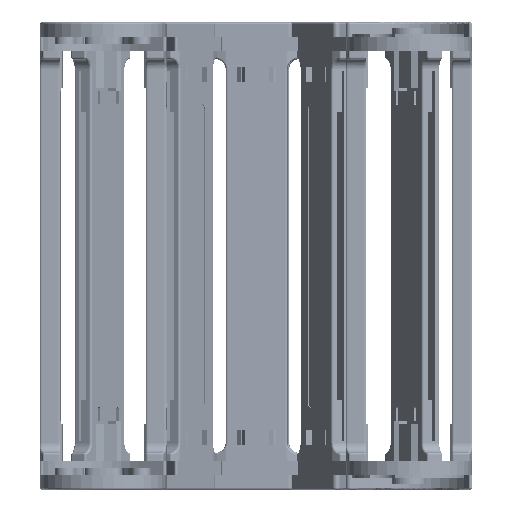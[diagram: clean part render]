
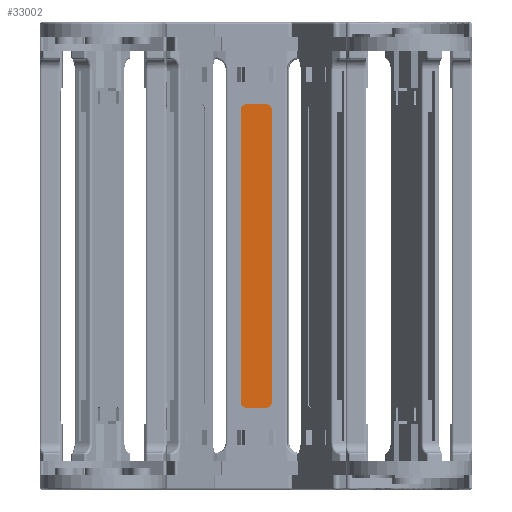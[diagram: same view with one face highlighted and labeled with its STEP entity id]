
A CAD part, left-side view. The second image highlights one B-rep face of the part: STEP entity #33002.
In plain terms, the highlighted face is planar.
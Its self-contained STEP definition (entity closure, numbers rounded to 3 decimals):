
#702 = VERTEX_POINT ( 'NONE', #34021 ) ;
#827 = ORIENTED_EDGE ( 'NONE', *, *, #6365, .F. ) ;
#855 = CARTESIAN_POINT ( 'NONE',  ( -64.14, 30.497, -2.151 ) ) ;
#1226 = CARTESIAN_POINT ( 'NONE',  ( -66.655, 30.497, -2.151 ) ) ;
#4306 = VERTEX_POINT ( 'NONE', #10815 ) ;
#4361 = VECTOR ( 'NONE', #26234, 1000. ) ;
#5427 = DIRECTION ( 'NONE',  ( 0., 0., -1. ) ) ;
#5522 = DIRECTION ( 'NONE',  ( 0., 0., 1. ) ) ;
#6365 = EDGE_CURVE ( 'NONE', #8332, #26304, #34101, .T. ) ;
#6812 = DIRECTION ( 'NONE',  ( 0., -1., 0. ) ) ;
#7355 = CIRCLE ( 'NONE', #18024, 2.515 ) ;
#7407 = PLANE ( 'NONE',  #22109 ) ;
#7867 = VECTOR ( 'NONE', #13000, 1000. ) ;
#8332 = VERTEX_POINT ( 'NONE', #19635 ) ;
#8693 = CIRCLE ( 'NONE', #21442, 2.515 ) ;
#8935 = VECTOR ( 'NONE', #18846, 1000. ) ;
#9562 = LINE ( 'NONE', #26350, #7867 ) ;
#9702 = DIRECTION ( 'NONE',  ( 0., 0., 1. ) ) ;
#9870 = EDGE_CURVE ( 'NONE', #32260, #15556, #28734, .T. ) ;
#10118 = DIRECTION ( 'NONE',  ( 0., 0., 1. ) ) ;
#10274 = CARTESIAN_POINT ( 'NONE',  ( -66.655, 30.497, -148.324 ) ) ;
#10815 = CARTESIAN_POINT ( 'NONE',  ( -76.715, 30.497, -148.324 ) ) ;
#11626 = ORIENTED_EDGE ( 'NONE', *, *, #9870, .F. ) ;
#12236 = DIRECTION ( 'NONE',  ( 0., 0., 1. ) ) ;
#13000 = DIRECTION ( 'NONE',  ( 0., 0., -1. ) ) ;
#13340 = ORIENTED_EDGE ( 'NONE', *, *, #17543, .F. ) ;
#13373 = VECTOR ( 'NONE', #5522, 1000. ) ;
#13709 = DIRECTION ( 'NONE',  ( 0., -1., 0. ) ) ;
#13787 = FACE_OUTER_BOUND ( 'NONE', #34584, .T. ) ;
#14569 = EDGE_CURVE ( 'NONE', #15556, #29273, #8693, .T. ) ;
#15556 = VERTEX_POINT ( 'NONE', #855 ) ;
#16077 = CARTESIAN_POINT ( 'NONE',  ( -76.715, 30.497, 0.364 ) ) ;
#16241 = EDGE_CURVE ( 'NONE', #21811, #32260, #7355, .T. ) ;
#16587 = CARTESIAN_POINT ( 'NONE',  ( -66.655, 30.497, -145.809 ) ) ;
#17486 = DIRECTION ( 'NONE',  ( 0., 0., 1. ) ) ;
#17543 = EDGE_CURVE ( 'NONE', #29273, #8332, #25150, .T. ) ;
#17967 = CARTESIAN_POINT ( 'NONE',  ( -66.655, 30.497, 0.364 ) ) ;
#17980 = LINE ( 'NONE', #28981, #4361 ) ;
#18024 = AXIS2_PLACEMENT_3D ( 'NONE', #16587, #13709, #5427 ) ;
#18464 = CARTESIAN_POINT ( 'NONE',  ( -76.715, 30.497, -145.789 ) ) ;
#18574 = AXIS2_PLACEMENT_3D ( 'NONE', #31058, #22963, #17486 ) ;
#18846 = DIRECTION ( 'NONE',  ( -1., 0., 0. ) ) ;
#19635 = CARTESIAN_POINT ( 'NONE',  ( -76.715, 30.497, 0.364 ) ) ;
#20455 = ORIENTED_EDGE ( 'NONE', *, *, #14569, .F. ) ;
#20952 = DIRECTION ( 'NONE',  ( 0., -1., 0. ) ) ;
#21442 = AXIS2_PLACEMENT_3D ( 'NONE', #1226, #6812, #12236 ) ;
#21742 = ORIENTED_EDGE ( 'NONE', *, *, #16241, .F. ) ;
#21811 = VERTEX_POINT ( 'NONE', #10274 ) ;
#21822 = CARTESIAN_POINT ( 'NONE',  ( -64.14, 30.497, -145.789 ) ) ;
#22109 = AXIS2_PLACEMENT_3D ( 'NONE', #18464, #20952, #10118 ) ;
#22963 = DIRECTION ( 'NONE',  ( 0., -1., 0. ) ) ;
#23300 = CARTESIAN_POINT ( 'NONE',  ( -76.715, 30.497, -145.809 ) ) ;
#23866 = ORIENTED_EDGE ( 'NONE', *, *, #27031, .F. ) ;
#24798 = EDGE_CURVE ( 'NONE', #26304, #702, #9562, .T. ) ;
#24950 = EDGE_CURVE ( 'NONE', #702, #4306, #33429, .T. ) ;
#25150 = LINE ( 'NONE', #16077, #8935 ) ;
#26037 = DIRECTION ( 'NONE',  ( 0., -1., 0. ) ) ;
#26234 = DIRECTION ( 'NONE',  ( 1., 0., 0. ) ) ;
#26304 = VERTEX_POINT ( 'NONE', #31636 ) ;
#26350 = CARTESIAN_POINT ( 'NONE',  ( -79.23, 30.497, -145.789 ) ) ;
#27031 = EDGE_CURVE ( 'NONE', #4306, #21811, #17980, .T. ) ;
#28734 = LINE ( 'NONE', #21822, #13373 ) ;
#28981 = CARTESIAN_POINT ( 'NONE',  ( -76.715, 30.497, -148.324 ) ) ;
#29245 = CARTESIAN_POINT ( 'NONE',  ( -64.14, 30.497, -145.809 ) ) ;
#29273 = VERTEX_POINT ( 'NONE', #17967 ) ;
#31058 = CARTESIAN_POINT ( 'NONE',  ( -76.715, 30.497, -2.151 ) ) ;
#31636 = CARTESIAN_POINT ( 'NONE',  ( -79.23, 30.497, -2.151 ) ) ;
#31983 = AXIS2_PLACEMENT_3D ( 'NONE', #23300, #26037, #9702 ) ;
#32260 = VERTEX_POINT ( 'NONE', #29245 ) ;
#32822 = ORIENTED_EDGE ( 'NONE', *, *, #24950, .F. ) ;
#33002 = ADVANCED_FACE ( 'NONE', ( #13787 ), #7407, .F. ) ;
#33429 = CIRCLE ( 'NONE', #31983, 2.515 ) ;
#34021 = CARTESIAN_POINT ( 'NONE',  ( -79.23, 30.497, -145.809 ) ) ;
#34101 = CIRCLE ( 'NONE', #18574, 2.515 ) ;
#34108 = ORIENTED_EDGE ( 'NONE', *, *, #24798, .F. ) ;
#34584 = EDGE_LOOP ( 'NONE', ( #34108, #827, #13340, #20455, #11626, #21742, #23866, #32822 ) ) ;
